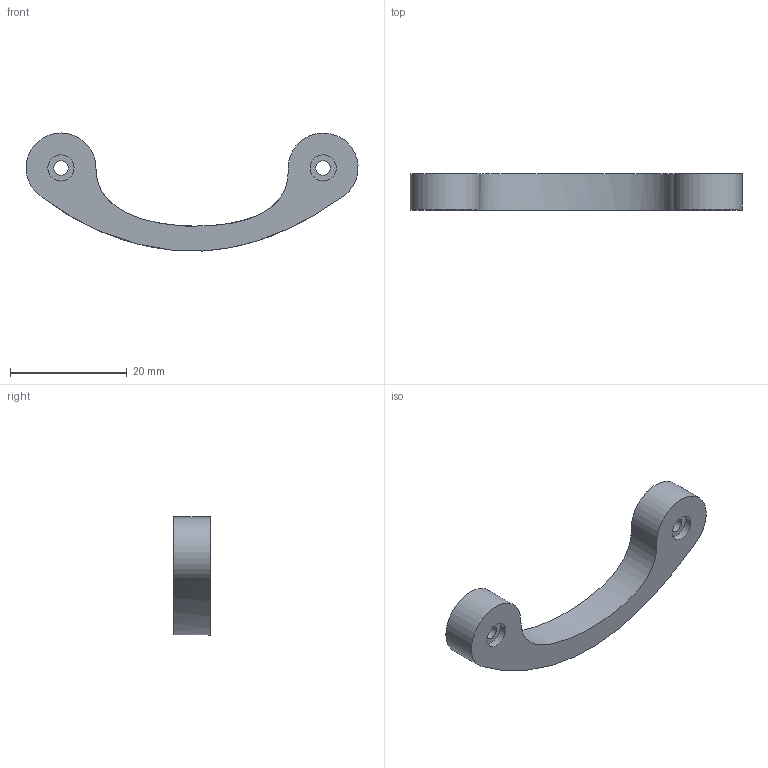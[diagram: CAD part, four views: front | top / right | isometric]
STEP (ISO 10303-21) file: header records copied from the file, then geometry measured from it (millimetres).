
FILE_DESCRIPTION(/* description */ (''),/* implementation_level */ '2;1');
FILE_NAME(/* name */ 'hinge.step',/* time_stamp */ '2023-07-19T18:41:48+02:00',/* author */ (''),/* organization */ (''),/* preprocessor_version */ 'ST-DEVELOPER v19.2',/* originating_system */ 'Autodesk Translation Framework v12.6.0.85',/* authorisation */ '');
FILE_SCHEMA (('AUTOMOTIVE_DESIGN { 1 0 10303 214 3 1 1 }'));
Length unit declared in the file: millimetre
Products named in the file (1): (Unsaved)
Bounding box: 56.98 x 6.2 x 20.26 mm (x, y, z)
Volume: 2551.5 mm3; surface area: 1934.4 mm2
Topology: 1 solids, 1 shells, 19 faces, 39 edges, 26 vertices
Faces by surface type: cylinder 8, plane 6, bspline 5
Full cylindrical faces by diameter (mm): 2.5 x2, 4.5 x4
Entity records: 677 total; most frequent: CARTESIAN_POINT 262, ORIENTED_EDGE 78, DIRECTION 75, EDGE_CURVE 39, AXIS2_PLACEMENT_3D 31, EDGE_LOOP 27, VERTEX_POINT 26, FACE_OUTER_BOUND 19
